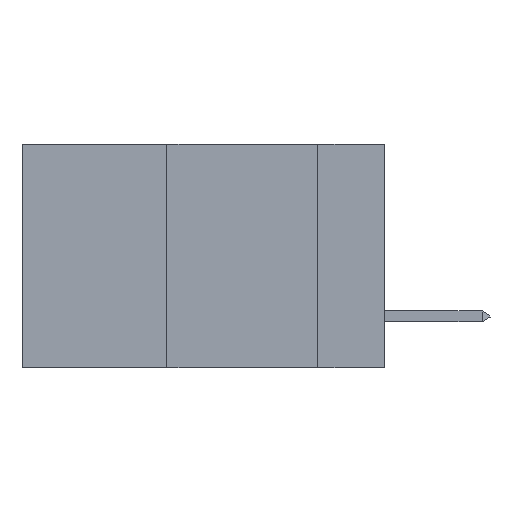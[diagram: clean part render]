
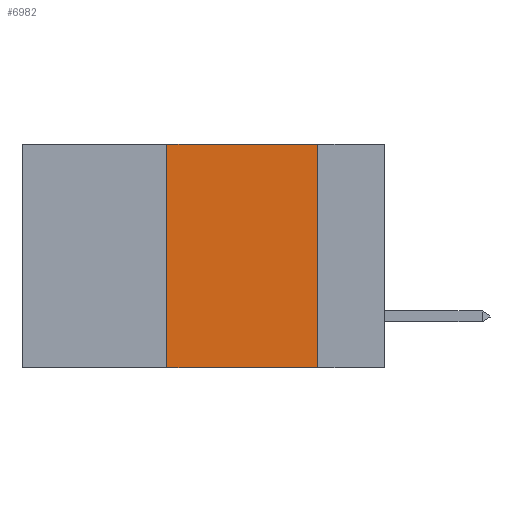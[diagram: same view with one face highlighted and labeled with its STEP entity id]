
A CAD part, left-side view. The second image highlights one B-rep face of the part: STEP entity #6982.
In plain terms, the highlighted planar face has unit normal (-1, 0, 0).
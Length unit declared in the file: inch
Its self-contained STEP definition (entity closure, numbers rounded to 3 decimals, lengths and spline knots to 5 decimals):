
#216 = LINE ( 'NONE', #19652, #800 ) ;
#247 = ORIENTED_EDGE ( 'NONE', *, *, #3921, .F. ) ;
#800 = VECTOR ( 'NONE', #6117, 39.37008 ) ;
#1138 = CARTESIAN_POINT ( 'NONE',  ( 0., 0.6, 0. ) ) ;
#1215 = VERTEX_POINT ( 'NONE', #20456 ) ;
#2054 = EDGE_LOOP ( 'NONE', ( #9992, #247, #9026, #7487 ) ) ;
#3093 = VERTEX_POINT ( 'NONE', #18928 ) ;
#3118 = VECTOR ( 'NONE', #9531, 39.37008 ) ;
#3450 = CARTESIAN_POINT ( 'NONE',  ( 0., 0.6, -0.37 ) ) ;
#3661 = VECTOR ( 'NONE', #18711, 39.37008 ) ;
#3921 = EDGE_CURVE ( 'NONE', #3093, #18190, #216, .T. ) ;
#4803 = EDGE_CURVE ( 'NONE', #1215, #16913, #18688, .T. ) ;
#6117 = DIRECTION ( 'NONE',  ( 0., -1., 0. ) ) ;
#6982 = ADVANCED_FACE ( 'NONE', ( #21320 ), #15174, .F. ) ;
#7487 = ORIENTED_EDGE ( 'NONE', *, *, #4803, .T. ) ;
#7502 = CARTESIAN_POINT ( 'NONE',  ( 0., 0.11, 0. ) ) ;
#7585 = VECTOR ( 'NONE', #13902, 39.37008 ) ;
#8170 = CARTESIAN_POINT ( 'NONE',  ( 0., 0.36, 0. ) ) ;
#9026 = ORIENTED_EDGE ( 'NONE', *, *, #10483, .F. ) ;
#9531 = DIRECTION ( 'NONE',  ( 0., 0., -1. ) ) ;
#9992 = ORIENTED_EDGE ( 'NONE', *, *, #10641, .F. ) ;
#10483 = EDGE_CURVE ( 'NONE', #1215, #3093, #12898, .T. ) ;
#10577 = AXIS2_PLACEMENT_3D ( 'NONE', #1138, #22093, #13286 ) ;
#10641 = EDGE_CURVE ( 'NONE', #18190, #16913, #14498, .T. ) ;
#12898 = LINE ( 'NONE', #8170, #3661 ) ;
#13286 = DIRECTION ( 'NONE',  ( 0., 0., -1. ) ) ;
#13902 = DIRECTION ( 'NONE',  ( 0., -1., 0. ) ) ;
#14498 = LINE ( 'NONE', #19929, #3118 ) ;
#15174 = PLANE ( 'NONE',  #10577 ) ;
#16667 = CARTESIAN_POINT ( 'NONE',  ( 0., 0.11, -0.37 ) ) ;
#16913 = VERTEX_POINT ( 'NONE', #16667 ) ;
#18190 = VERTEX_POINT ( 'NONE', #7502 ) ;
#18688 = LINE ( 'NONE', #3450, #7585 ) ;
#18711 = DIRECTION ( 'NONE',  ( 0., 0., 1. ) ) ;
#18928 = CARTESIAN_POINT ( 'NONE',  ( 0., 0.36, 0. ) ) ;
#19652 = CARTESIAN_POINT ( 'NONE',  ( 0., 0.6, 0. ) ) ;
#19929 = CARTESIAN_POINT ( 'NONE',  ( 0., 0.11, 0. ) ) ;
#20456 = CARTESIAN_POINT ( 'NONE',  ( 0., 0.36, -0.37 ) ) ;
#21320 = FACE_OUTER_BOUND ( 'NONE', #2054, .T. ) ;
#22093 = DIRECTION ( 'NONE',  ( 1., 0., 0. ) ) ;
